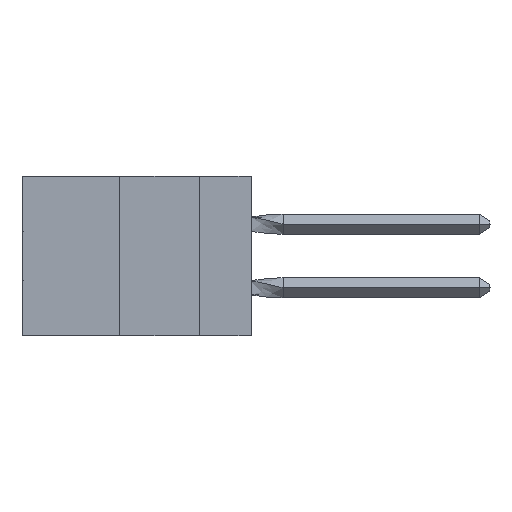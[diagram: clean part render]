
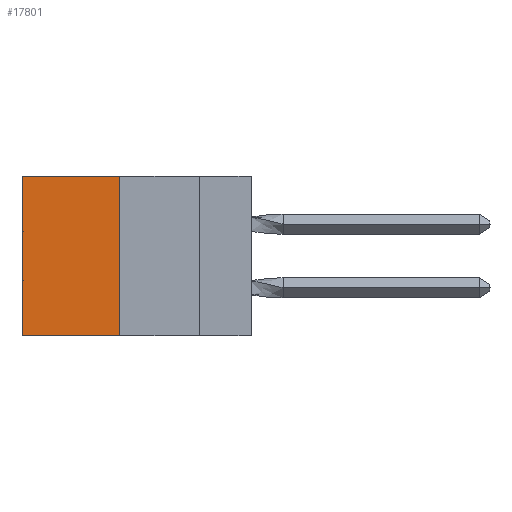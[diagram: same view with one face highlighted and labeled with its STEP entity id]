
A CAD part, left-side view. The second image highlights one B-rep face of the part: STEP entity #17801.
In plain terms, the highlighted planar face has unit normal (-1, 0, 0).
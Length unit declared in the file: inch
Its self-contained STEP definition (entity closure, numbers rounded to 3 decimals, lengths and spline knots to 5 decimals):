
#1808 = VECTOR ( 'NONE', #11013, 39.37008 ) ;
#3111 = CARTESIAN_POINT ( 'NONE',  ( 0.305, 0.413, -0.5 ) ) ;
#3719 = ORIENTED_EDGE ( 'NONE', *, *, #12319, .T. ) ;
#4069 = CARTESIAN_POINT ( 'NONE',  ( 0.305, 0.413, 0. ) ) ;
#5969 = EDGE_CURVE ( 'NONE', #41287, #28255, #36309, .T. ) ;
#7425 = LINE ( 'NONE', #8013, #26013 ) ;
#8013 = CARTESIAN_POINT ( 'NONE',  ( 0.305, 0.72, -0.5 ) ) ;
#8188 = EDGE_CURVE ( 'NONE', #41287, #36323, #11025, .T. ) ;
#8464 = DIRECTION ( 'NONE',  ( 0., 0., -1. ) ) ;
#9354 = PLANE ( 'NONE',  #32004 ) ;
#11013 = DIRECTION ( 'NONE',  ( 0., 1., 0. ) ) ;
#11025 = LINE ( 'NONE', #28487, #36255 ) ;
#12319 = EDGE_CURVE ( 'NONE', #28255, #26570, #7425, .T. ) ;
#13435 = ORIENTED_EDGE ( 'NONE', *, *, #8188, .F. ) ;
#14061 = EDGE_LOOP ( 'NONE', ( #3719, #16622, #13435, #17872 ) ) ;
#16622 = ORIENTED_EDGE ( 'NONE', *, *, #45078, .F. ) ;
#17801 = ADVANCED_FACE ( 'NONE', ( #44172 ), #9354, .F. ) ;
#17872 = ORIENTED_EDGE ( 'NONE', *, *, #5969, .T. ) ;
#19943 = DIRECTION ( 'NONE',  ( 1., 0., 0. ) ) ;
#23746 = DIRECTION ( 'NONE',  ( 0., 0., -1. ) ) ;
#26013 = VECTOR ( 'NONE', #8464, 39.37008 ) ;
#26120 = LINE ( 'NONE', #3111, #27227 ) ;
#26570 = VERTEX_POINT ( 'NONE', #28416 ) ;
#27227 = VECTOR ( 'NONE', #44871, 39.37008 ) ;
#28255 = VERTEX_POINT ( 'NONE', #31460 ) ;
#28416 = CARTESIAN_POINT ( 'NONE',  ( 0.305, 0.72, -0.5 ) ) ;
#28487 = CARTESIAN_POINT ( 'NONE',  ( 0.305, 0.413, -0.5 ) ) ;
#28758 = CARTESIAN_POINT ( 'NONE',  ( 0.305, 0.413, 0. ) ) ;
#31460 = CARTESIAN_POINT ( 'NONE',  ( 0.305, 0.72, 0. ) ) ;
#32004 = AXIS2_PLACEMENT_3D ( 'NONE', #34500, #19943, #23746 ) ;
#32311 = DIRECTION ( 'NONE',  ( 0., 0., -1. ) ) ;
#34500 = CARTESIAN_POINT ( 'NONE',  ( 0.305, 0.413, -0.5 ) ) ;
#36255 = VECTOR ( 'NONE', #32311, 39.37008 ) ;
#36309 = LINE ( 'NONE', #28758, #1808 ) ;
#36323 = VERTEX_POINT ( 'NONE', #38533 ) ;
#38533 = CARTESIAN_POINT ( 'NONE',  ( 0.305, 0.413, -0.5 ) ) ;
#41287 = VERTEX_POINT ( 'NONE', #4069 ) ;
#44172 = FACE_OUTER_BOUND ( 'NONE', #14061, .T. ) ;
#44871 = DIRECTION ( 'NONE',  ( 0., 1., 0. ) ) ;
#45078 = EDGE_CURVE ( 'NONE', #36323, #26570, #26120, .T. ) ;
